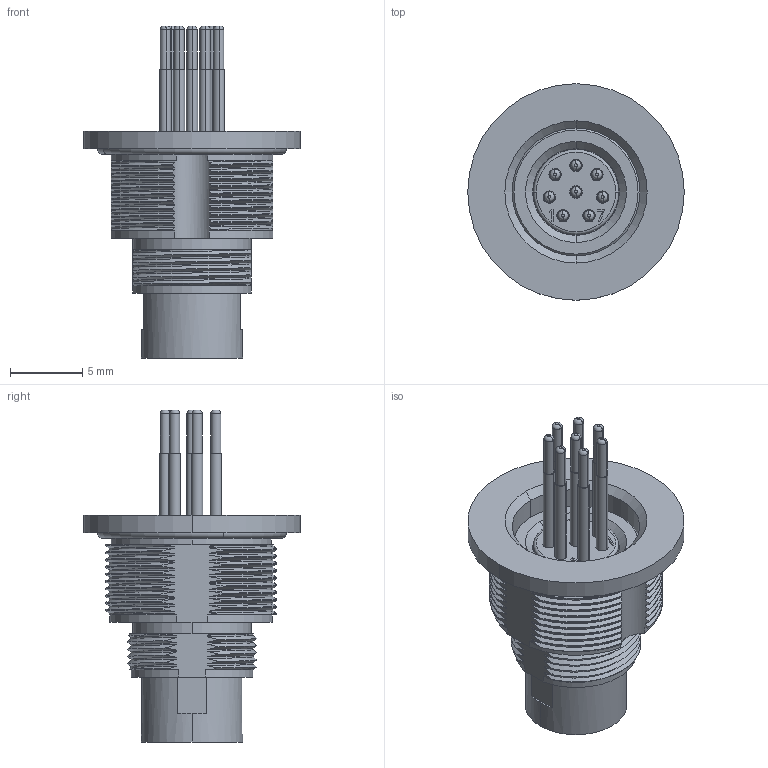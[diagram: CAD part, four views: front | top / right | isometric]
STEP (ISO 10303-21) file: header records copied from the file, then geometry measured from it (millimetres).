
FILE_DESCRIPTION (( 'STEP AP203' ), '1' );
FILE_NAME ('P71.STEP', '2020-03-31T02:01:24', ( 'edpusr' ), ( 'Microsoft' ), 'SwSTEP 2.0', 'SolidWorks 2015', '' );
FILE_SCHEMA (( 'CONFIG_CONTROL_DESIGN' ));
Length unit declared in the file: millimetre
Products named in the file (1): P71
Bounding box: 15 x 15 x 23 mm (x, y, z)
Volume: 953.6 mm3; surface area: 2202.5 mm2
Topology: 12 solids, 12 shells, 524 faces, 1283 edges, 817 vertices
Faces by surface type: cylinder 196, bspline 112, plane 109, cone 69, torus 30, sphere 8
Entity records: 41083 total; most frequent: CARTESIAN_POINT 29858, ORIENTED_EDGE 2502, DIRECTION 2130, EDGE_CURVE 1251, AXIS2_PLACEMENT_3D 864, VERTEX_POINT 801, EDGE_LOOP 596, ADVANCED_FACE 524
